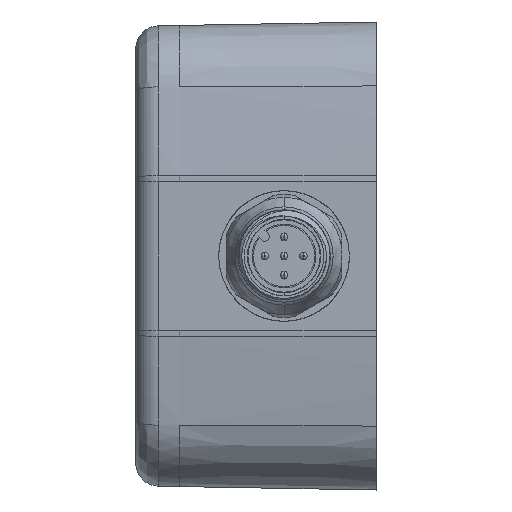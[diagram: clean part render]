
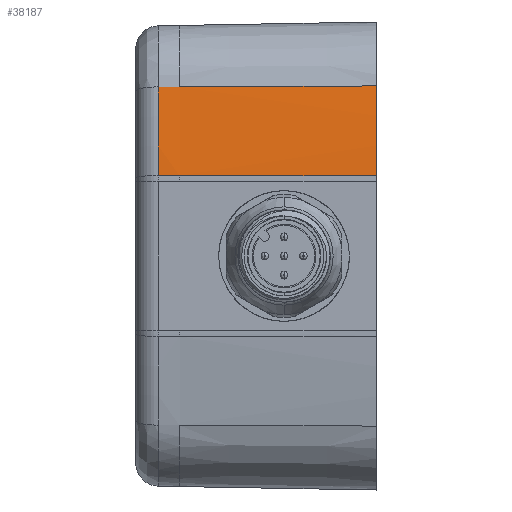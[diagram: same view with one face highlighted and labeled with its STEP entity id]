
A CAD part, left-side view. The second image highlights one B-rep face of the part: STEP entity #38187.
In plain terms, the highlighted conical face has half-angle 1 degrees and reference radius 135.199 mm.
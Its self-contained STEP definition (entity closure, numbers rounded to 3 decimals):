
#2369=CARTESIAN_POINT('',(-158.69,6.6,20.5));
#2370=DIRECTION('',(0.,1.,0.));
#2371=DIRECTION('',(-0.987,0.,0.163));
#2372=AXIS2_PLACEMENT_3D('',#2369,#2370,#2371);
#2379=DIRECTION('',(0.017,1.,-0.003));
#2380=VECTOR('',#2379,25.604);
#2381=CARTESIAN_POINT('',(-168.503,-19.,22.125));
#2382=LINE('',#2381,#2380);
#2383=CARTESIAN_POINT('',(-169.47,6.6,10.457));
#2384=CARTESIAN_POINT('',(-169.52,3.762,10.458));
#2385=CARTESIAN_POINT('',(-169.619,-1.919,
10.462));
#2386=CARTESIAN_POINT('',(-169.768,-10.452,
10.467));
#2387=CARTESIAN_POINT('',(-169.867,-16.149,
10.471));
#2388=CARTESIAN_POINT('',(-169.917,-19.,10.473));
#2390=DIRECTION('',(-0.017,-1.,0.001));
#2391=VECTOR('',#2390,2.753);
#2392=CARTESIAN_POINT('',(-169.422,9.352,10.453));
#2393=LINE('',#2392,#2391);
#2394=CARTESIAN_POINT('',(-34.876,9.352,0.));
#2395=DIRECTION('',(0.,1.,0.));
#2396=DIRECTION('',(-0.997,0.,0.077));
#2397=AXIS2_PLACEMENT_3D('',#2394,#2395,#2396);
#2399=CARTESIAN_POINT('',(-168.022,9.352,22.002));
#2400=CARTESIAN_POINT('',(-168.026,9.047,22.008));
#2401=CARTESIAN_POINT('',(-168.035,8.435,22.019));
#2402=CARTESIAN_POINT('',(-168.049,7.517,22.036));
#2403=CARTESIAN_POINT('',(-168.058,6.906,22.047));
#2404=CARTESIAN_POINT('',(-168.062,6.6,22.053));
#2568=CARTESIAN_POINT('',(-34.876,-19.,0.));
#2569=DIRECTION('',(0.,-1.,0.));
#2570=DIRECTION('',(-0.987,0.,0.163));
#2571=AXIS2_PLACEMENT_3D('',#2568,#2569,#2570);
#32982=CARTESIAN_POINT('',(-168.503,-19.,22.125));
#32983=VERTEX_POINT('',#32982);
#32995=CARTESIAN_POINT('',(-169.917,-19.,10.473));
#32996=VERTEX_POINT('',#32995);
#34330=CARTESIAN_POINT('',(-169.422,9.352,
10.453));
#34331=VERTEX_POINT('',#34330);
#34334=CARTESIAN_POINT('',(-168.022,9.352,
22.002));
#34335=VERTEX_POINT('',#34334);
#35936=CARTESIAN_POINT('',(-168.062,6.6,22.052));
#35937=CARTESIAN_POINT('',(-168.062,6.6,22.053));
#35938=VERTEX_POINT('',#35936);
#35939=VERTEX_POINT('',#35937);
#35966=CARTESIAN_POINT('',(-169.47,6.6,10.457));
#35968=VERTEX_POINT('',#35966);
#38169=CARTESIAN_POINT('',(-34.876,-4.824,0.));
#38170=DIRECTION('',(0.,-1.,0.));
#38171=DIRECTION('',(-1.,0.,0.));
#38172=AXIS2_PLACEMENT_3D('',#38169,#38170,#38171);
#38173=CONICAL_SURFACE('',#38172,135.199,1.);
#38175=ORIENTED_EDGE('',*,*,#38174,.F.);
#38177=ORIENTED_EDGE('',*,*,#38176,.F.);
#38178=ORIENTED_EDGE('',*,*,#38056,.T.);
#38180=ORIENTED_EDGE('',*,*,#38179,.T.);
#38181=ORIENTED_EDGE('',*,*,#38157,.F.);
#38182=ORIENTED_EDGE('',*,*,#38164,.F.);
#38184=ORIENTED_EDGE('',*,*,#38183,.T.);
#38185=EDGE_LOOP('',(#38175,#38177,#38178,#38180,#38181,#38182,#38184));
#38186=FACE_OUTER_BOUND('',#38185,.F.);
#38187=ADVANCED_FACE('',(#38186),#38173,.T.);
#2373=CIRCLE('',#2372,9.5);
#2389=B_SPLINE_CURVE_WITH_KNOTS('',3,(#2383,#2384,#2385,#2386,#2387,#2388),
.UNSPECIFIED.,.F.,.F.,(4,1,1,4),(0.,0.333,0.667,1.),
.UNSPECIFIED.);
#2398=CIRCLE('',#2397,134.952);
#2405=B_SPLINE_CURVE_WITH_KNOTS('',3,(#2399,#2400,#2401,#2402,#2403,#2404),
.UNSPECIFIED.,.F.,.F.,(4,1,1,4),(0.,0.333,0.667,1.),
.UNSPECIFIED.);
#2572=CIRCLE('',#2571,135.447);
#38056=EDGE_CURVE('',#34331,#34335,#2398,.T.);
#38157=EDGE_CURVE('',#35938,#35939,#2373,.T.);
#38164=EDGE_CURVE('',#32983,#35938,#2382,.T.);
#38174=EDGE_CURVE('',#35968,#32996,#2389,.T.);
#38176=EDGE_CURVE('',#34331,#35968,#2393,.T.);
#38179=EDGE_CURVE('',#34335,#35939,#2405,.T.);
#38183=EDGE_CURVE('',#32983,#32996,#2572,.T.);
